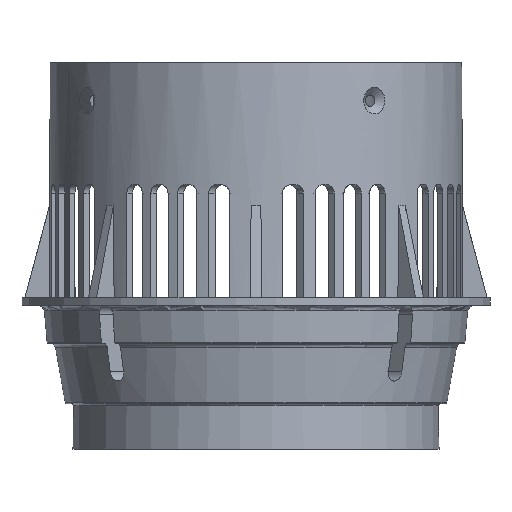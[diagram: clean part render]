
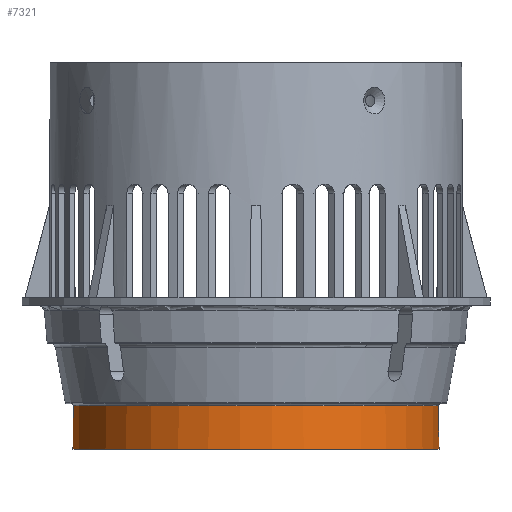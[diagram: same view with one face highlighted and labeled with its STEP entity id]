
A CAD part, front view. The second image highlights one B-rep face of the part: STEP entity #7321.
In plain terms, the highlighted conical face has half-angle 1 degrees and reference radius 483.997 mm.
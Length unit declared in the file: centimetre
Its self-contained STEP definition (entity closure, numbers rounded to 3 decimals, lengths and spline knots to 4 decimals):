
#565=CONICAL_SURFACE('',#9247,48.3997,0.017);
#1002=FACE_OUTER_BOUND('',#1484,.T.);
#1484=EDGE_LOOP('',(#6840,#6841,#6842,#6843,#6844));
#1818=CIRCLE('',#9245,48.2994);
#1819=CIRCLE('',#9246,48.2994);
#1820=CIRCLE('',#9248,48.5);
#2961=VERTEX_POINT('',#19559);
#2962=VERTEX_POINT('',#19561);
#2963=VERTEX_POINT('',#19565);
#4260=EDGE_CURVE('',#2962,#2961,#1818,.T.);
#4261=EDGE_CURVE('',#2961,#2962,#1819,.T.);
#4262=EDGE_CURVE('',#2963,#2963,#1820,.T.);
#4263=EDGE_CURVE('',#2963,#2962,#7913,.T.);
#6840=ORIENTED_EDGE('',*,*,#4262,.F.);
#6841=ORIENTED_EDGE('',*,*,#4263,.T.);
#6842=ORIENTED_EDGE('',*,*,#4260,.T.);
#6843=ORIENTED_EDGE('',*,*,#4261,.T.);
#6844=ORIENTED_EDGE('',*,*,#4263,.F.);
#7321=ADVANCED_FACE('',(#1002),#565,.T.);
#7913=LINE('',#19567,#8501);
#8501=VECTOR('',#11328,48.3997);
#9245=AXIS2_PLACEMENT_3D('',#19562,#11320,#11321);
#9246=AXIS2_PLACEMENT_3D('',#19563,#11322,#11323);
#9247=AXIS2_PLACEMENT_3D('',#19564,#11324,#11325);
#9248=AXIS2_PLACEMENT_3D('',#19566,#11326,#11327);
#11320=DIRECTION('center_axis',(0.,0.,
-1.));
#11321=DIRECTION('ref_axis',(0.707,-0.707,0.));
#11322=DIRECTION('center_axis',(0.,0.,
-1.));
#11323=DIRECTION('ref_axis',(0.707,-0.707,0.));
#11324=DIRECTION('center_axis',(0.,0.,
-1.));
#11325=DIRECTION('ref_axis',(0.707,-0.707,0.));
#11326=DIRECTION('center_axis',(0.,0.,
-1.));
#11327=DIRECTION('ref_axis',(0.707,-0.707,0.));
#11328=DIRECTION('',(0.012,-0.012,1.));
#19559=CARTESIAN_POINT('',(-34.1528,-34.1528,11.4913));
#19561=CARTESIAN_POINT('',(-34.1528,34.1528,11.4913));
#19562=CARTESIAN_POINT('Origin',(0.,0.,
11.4913));
#19563=CARTESIAN_POINT('Origin',(0.,0.,
11.4913));
#19564=CARTESIAN_POINT('Origin',(0.,0.,
5.7456));
#19565=CARTESIAN_POINT('',(-34.2947,34.2947,0.));
#19566=CARTESIAN_POINT('Origin',(0.,0.,
0.));
#19567=CARTESIAN_POINT('',(-34.2238,34.2238,5.7456));
